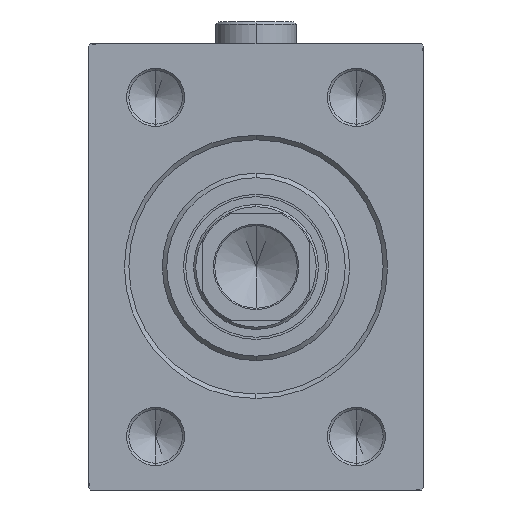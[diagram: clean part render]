
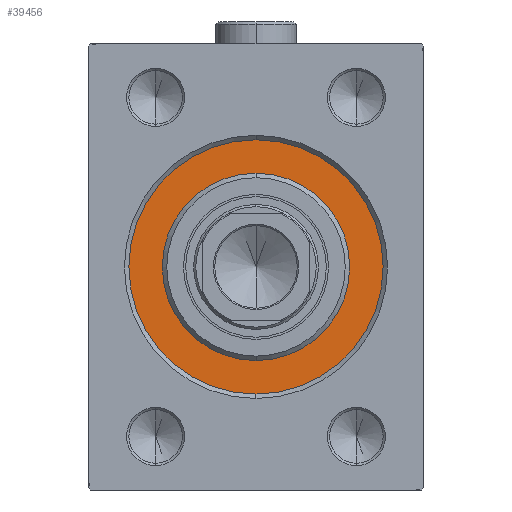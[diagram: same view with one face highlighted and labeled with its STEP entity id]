
A CAD part, left-side view. The second image highlights one B-rep face of the part: STEP entity #39456.
In plain terms, the highlighted face is planar.
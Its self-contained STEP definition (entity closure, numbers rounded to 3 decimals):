
#1502 = EDGE_LOOP ( 'NONE', ( #8074, #16782 ) ) ;
#3914 = CARTESIAN_POINT ( 'NONE',  ( 0., 0., -28.5 ) ) ;
#4027 = CARTESIAN_POINT ( 'NONE',  ( 0., 0., -21. ) ) ;
#5878 = EDGE_CURVE ( 'NONE', #29675, #38169, #7629, .T. ) ;
#6909 = CARTESIAN_POINT ( 'NONE',  ( 0., 0., 0. ) ) ;
#7367 = CARTESIAN_POINT ( 'NONE',  ( 0., 0., 0. ) ) ;
#7607 = VERTEX_POINT ( 'NONE', #20624 ) ;
#7629 = CIRCLE ( 'NONE', #25463, 28.5 ) ;
#7764 = PLANE ( 'NONE',  #42530 ) ;
#8074 = ORIENTED_EDGE ( 'NONE', *, *, #5878, .F. ) ;
#8941 = EDGE_CURVE ( 'NONE', #38169, #29675, #40185, .T. ) ;
#10232 = VERTEX_POINT ( 'NONE', #4027 ) ;
#13043 = DIRECTION ( 'NONE',  ( -1., 0., 0. ) ) ;
#14085 = DIRECTION ( 'NONE',  ( 0., 0., -1. ) ) ;
#14492 = DIRECTION ( 'NONE',  ( -1., 0., 0. ) ) ;
#14935 = DIRECTION ( 'NONE',  ( 0., 0., 1. ) ) ;
#15162 = FACE_OUTER_BOUND ( 'NONE', #1502, .T. ) ;
#16782 = ORIENTED_EDGE ( 'NONE', *, *, #8941, .F. ) ;
#19538 = ORIENTED_EDGE ( 'NONE', *, *, #22823, .F. ) ;
#20624 = CARTESIAN_POINT ( 'NONE',  ( 0., 0., 21. ) ) ;
#21185 = EDGE_CURVE ( 'NONE', #7607, #10232, #44850, .T. ) ;
#21310 = CIRCLE ( 'NONE', #36064, 21. ) ;
#22146 = DIRECTION ( 'NONE',  ( -1., 0., 0. ) ) ;
#22823 = EDGE_CURVE ( 'NONE', #10232, #7607, #21310, .T. ) ;
#23045 = DIRECTION ( 'NONE',  ( 0., 0., 1. ) ) ;
#25463 = AXIS2_PLACEMENT_3D ( 'NONE', #41684, #13043, #27371 ) ;
#27371 = DIRECTION ( 'NONE',  ( 0., 0., 1. ) ) ;
#29675 = VERTEX_POINT ( 'NONE', #3914 ) ;
#33031 = AXIS2_PLACEMENT_3D ( 'NONE', #7367, #42267, #45284 ) ;
#35048 = EDGE_LOOP ( 'NONE', ( #40707, #19538 ) ) ;
#36064 = AXIS2_PLACEMENT_3D ( 'NONE', #6909, #42263, #14085 ) ;
#37130 = CARTESIAN_POINT ( 'NONE',  ( 0., 0., 0. ) ) ;
#38169 = VERTEX_POINT ( 'NONE', #44861 ) ;
#38744 = AXIS2_PLACEMENT_3D ( 'NONE', #37130, #22146, #23045 ) ;
#38979 = FACE_BOUND ( 'NONE', #35048, .T. ) ;
#39418 = CARTESIAN_POINT ( 'NONE',  ( 0., 0., 0. ) ) ;
#39456 = ADVANCED_FACE ( 'NONE', ( #38979, #15162 ), #7764, .F. ) ;
#40185 = CIRCLE ( 'NONE', #38744, 28.5 ) ;
#40707 = ORIENTED_EDGE ( 'NONE', *, *, #21185, .F. ) ;
#41684 = CARTESIAN_POINT ( 'NONE',  ( 0., 0., 0. ) ) ;
#42263 = DIRECTION ( 'NONE',  ( 1., 0., 0. ) ) ;
#42267 = DIRECTION ( 'NONE',  ( 1., 0., 0. ) ) ;
#42530 = AXIS2_PLACEMENT_3D ( 'NONE', #39418, #14492, #14935 ) ;
#44850 = CIRCLE ( 'NONE', #33031, 21. ) ;
#44861 = CARTESIAN_POINT ( 'NONE',  ( 0., 0., 28.5 ) ) ;
#45284 = DIRECTION ( 'NONE',  ( 0., 0., -1. ) ) ;
